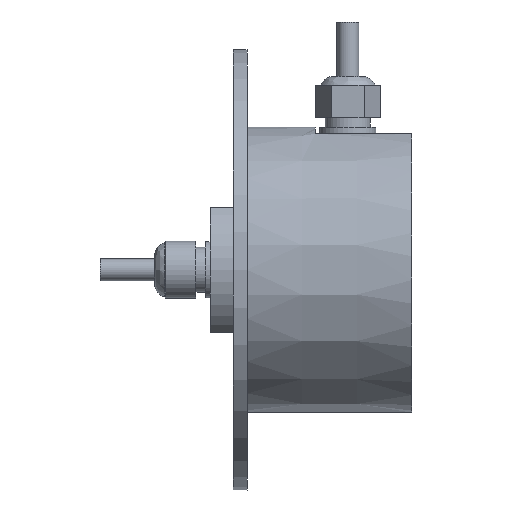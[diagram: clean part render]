
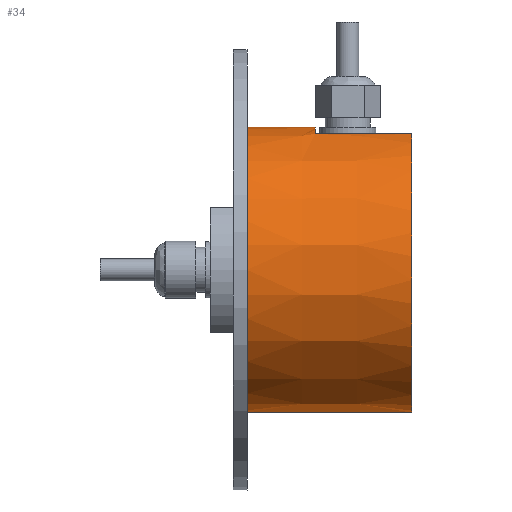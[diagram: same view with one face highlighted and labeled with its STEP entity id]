
A CAD part, front view. The second image highlights one B-rep face of the part: STEP entity #34.
In plain terms, the highlighted conical face has half-angle 0.002 degrees and reference radius 52.503 mm.
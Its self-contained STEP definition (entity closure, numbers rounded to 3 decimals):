
#34 = ADVANCED_FACE ( 'NONE', ( #1852 ), #1919, .T. ) ;
#65 = DIRECTION ( 'NONE',  ( -1., 0., 0. ) ) ;
#72 = DIRECTION ( 'NONE',  ( -1., 0., 0. ) ) ;
#176 = CARTESIAN_POINT ( 'NONE',  ( 65.596, 0., -52.503 ) ) ;
#185 = DIRECTION ( 'NONE',  ( 1., 0., 0. ) ) ;
#231 = CARTESIAN_POINT ( 'NONE',  ( 65.596, -16.017, 50. ) ) ;
#293 = ORIENTED_EDGE ( 'NONE', *, *, #1611, .F. ) ;
#298 = CARTESIAN_POINT ( 'NONE',  ( 30.096, -16.012, 50. ) ) ;
#301 = ORIENTED_EDGE ( 'NONE', *, *, #2411, .T. ) ;
#311 = ORIENTED_EDGE ( 'NONE', *, *, #1623, .T. ) ;
#318 = ORIENTED_EDGE ( 'NONE', *, *, #2385, .T. ) ;
#325 = ORIENTED_EDGE ( 'NONE', *, *, #2394, .T. ) ;
#339 = ORIENTED_EDGE ( 'NONE', *, *, #2396, .T. ) ;
#346 = CARTESIAN_POINT ( 'NONE',  ( 30.096, 0., 52.501 ) ) ;
#349 = DIRECTION ( 'NONE',  ( 1., 0., 0. ) ) ;
#468 = CARTESIAN_POINT ( 'NONE',  ( 5., 0., -52.5 ) ) ;
#576 = CARTESIAN_POINT ( 'NONE',  ( 41.93, -16.013, 50. ) ) ;
#843 = CARTESIAN_POINT ( 'NONE',  ( 65.596, 0., 52.503 ) ) ;
#935 = DIRECTION ( 'NONE',  ( 1., 0., 0. ) ) ;
#973 = B_SPLINE_CURVE_WITH_KNOTS ( 'NONE', 3,
 ( #231, #2415, #576, #2176 ),
 .UNSPECIFIED., .F., .F.,
 ( 4, 4 ),
 ( 0., 1. ),
 .UNSPECIFIED. ) ;
#1003 = AXIS2_PLACEMENT_3D ( 'NONE', #2008, #2433, #2733 ) ;
#1163 = CARTESIAN_POINT ( 'NONE',  ( 65.596, 0., 0. ) ) ;
#1175 = CARTESIAN_POINT ( 'NONE',  ( 30.096, 0., 0. ) ) ;
#1266 = CARTESIAN_POINT ( 'NONE',  ( 5., 0., 52.5 ) ) ;
#1282 = VERTEX_POINT ( 'NONE', #346 ) ;
#1431 = DIRECTION ( 'NONE',  ( 0., 0., -1. ) ) ;
#1441 = DIRECTION ( 'NONE',  ( 0., 0., -1. ) ) ;
#1474 = VERTEX_POINT ( 'NONE', #2421 ) ;
#1611 = EDGE_CURVE ( 'NONE', #2284, #1282, #2638, .T. ) ;
#1623 = EDGE_CURVE ( 'NONE', #1709, #1474, #2615, .T. ) ;
#1709 = VERTEX_POINT ( 'NONE', #468 ) ;
#1721 = VERTEX_POINT ( 'NONE', #298 ) ;
#1852 = FACE_OUTER_BOUND ( 'NONE', #1855, .T. ) ;
#1855 = EDGE_LOOP ( 'NONE', ( #293, #301, #311, #318, #325, #339 ) ) ;
#1919 = CONICAL_SURFACE ( 'NONE', #1003, 52.503, 0. ) ;
#1924 = CIRCLE ( 'NONE', #1930, 52.5 ) ;
#1930 = AXIS2_PLACEMENT_3D ( 'NONE', #2431, #935, #2667 ) ;
#1963 = CIRCLE ( 'NONE', #2059, 52.503 ) ;
#1979 = CIRCLE ( 'NONE', #2042, 52.501 ) ;
#2008 = CARTESIAN_POINT ( 'NONE',  ( 65.596, 0., 0. ) ) ;
#2042 = AXIS2_PLACEMENT_3D ( 'NONE', #1175, #72, #1441 ) ;
#2059 = AXIS2_PLACEMENT_3D ( 'NONE', #1163, #65, #1431 ) ;
#2176 = CARTESIAN_POINT ( 'NONE',  ( 30.096, -16.012, 50. ) ) ;
#2257 = VERTEX_POINT ( 'NONE', #2260 ) ;
#2260 = CARTESIAN_POINT ( 'NONE',  ( 65.596, -16.017, 50. ) ) ;
#2284 = VERTEX_POINT ( 'NONE', #1266 ) ;
#2385 = EDGE_CURVE ( 'NONE', #1474, #2257, #1963, .T. ) ;
#2394 = EDGE_CURVE ( 'NONE', #2257, #1721, #973, .T. ) ;
#2396 = EDGE_CURVE ( 'NONE', #1721, #1282, #1979, .T. ) ;
#2411 = EDGE_CURVE ( 'NONE', #2284, #1709, #1924, .T. ) ;
#2415 = CARTESIAN_POINT ( 'NONE',  ( 53.763, -16.015, 50. ) ) ;
#2421 = CARTESIAN_POINT ( 'NONE',  ( 65.596, 0., -52.503 ) ) ;
#2431 = CARTESIAN_POINT ( 'NONE',  ( 5., 0., 0. ) ) ;
#2433 = DIRECTION ( 'NONE',  ( 1., 0., 0. ) ) ;
#2604 = VECTOR ( 'NONE', #185, 1000. ) ;
#2610 = VECTOR ( 'NONE', #349, 1000. ) ;
#2615 = LINE ( 'NONE', #176, #2604 ) ;
#2638 = LINE ( 'NONE', #843, #2610 ) ;
#2667 = DIRECTION ( 'NONE',  ( 0., 0., -1. ) ) ;
#2733 = DIRECTION ( 'NONE',  ( 0., 0., -1. ) ) ;
